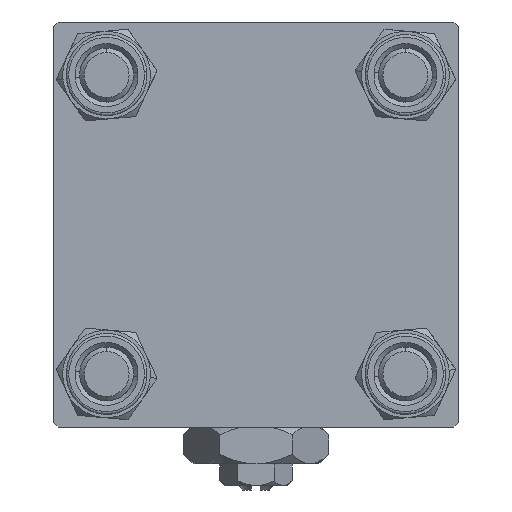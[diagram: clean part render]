
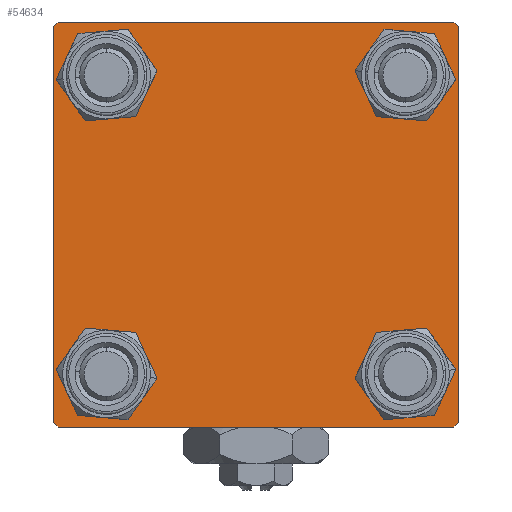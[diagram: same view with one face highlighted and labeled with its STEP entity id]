
A CAD part, left-side view. The second image highlights one B-rep face of the part: STEP entity #54634.
In plain terms, the highlighted planar face has unit normal (-1, 0, 0).
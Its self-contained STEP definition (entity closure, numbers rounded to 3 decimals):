
#614 = DIRECTION ( 'NONE',  ( 1., 0., 0. ) ) ;
#1126 = VERTEX_POINT ( 'NONE', #42333 ) ;
#1282 = ORIENTED_EDGE ( 'NONE', *, *, #20004, .T. ) ;
#1626 = CARTESIAN_POINT ( 'NONE',  ( 0., -22.5, 22.5 ) ) ;
#1865 = EDGE_LOOP ( 'NONE', ( #29973, #15622 ) ) ;
#2191 = VERTEX_POINT ( 'NONE', #50287 ) ;
#2424 = EDGE_CURVE ( 'NONE', #23315, #19572, #43450, .T. ) ;
#2723 = EDGE_LOOP ( 'NONE', ( #52646, #57107 ) ) ;
#3482 = AXIS2_PLACEMENT_3D ( 'NONE', #52661, #53828, #26515 ) ;
#3684 = CARTESIAN_POINT ( 'NONE',  ( 0., -16.6, 16.6 ) ) ;
#3848 = VECTOR ( 'NONE', #41231, 1000. ) ;
#3887 = EDGE_CURVE ( 'NONE', #39351, #7577, #7454, .T. ) ;
#4270 = AXIS2_PLACEMENT_3D ( 'NONE', #8390, #9266, #26271 ) ;
#4298 = ORIENTED_EDGE ( 'NONE', *, *, #49026, .T. ) ;
#5379 = EDGE_CURVE ( 'NONE', #19572, #54431, #18645, .T. ) ;
#5877 = DIRECTION ( 'NONE',  ( 0., 0., 1. ) ) ;
#6284 = DIRECTION ( 'NONE',  ( 0., 0., 1. ) ) ;
#6583 = AXIS2_PLACEMENT_3D ( 'NONE', #3684, #44760, #49494 ) ;
#7378 = EDGE_LOOP ( 'NONE', ( #8632, #46243 ) ) ;
#7454 = LINE ( 'NONE', #25628, #31412 ) ;
#7577 = VERTEX_POINT ( 'NONE', #14939 ) ;
#7839 = ORIENTED_EDGE ( 'NONE', *, *, #2424, .T. ) ;
#7918 = ORIENTED_EDGE ( 'NONE', *, *, #30594, .T. ) ;
#8158 = VERTEX_POINT ( 'NONE', #47105 ) ;
#8390 = CARTESIAN_POINT ( 'NONE',  ( 0., 16.6, -16.6 ) ) ;
#8632 = ORIENTED_EDGE ( 'NONE', *, *, #45478, .T. ) ;
#8719 = AXIS2_PLACEMENT_3D ( 'NONE', #16576, #12970, #58160 ) ;
#9241 = CIRCLE ( 'NONE', #3482, 3.5 ) ;
#9266 = DIRECTION ( 'NONE',  ( 1., 0., 0. ) ) ;
#9792 = CARTESIAN_POINT ( 'NONE',  ( 0., -22.25, -22.25 ) ) ;
#10428 = CARTESIAN_POINT ( 'NONE',  ( 0., 16.6, 20.1 ) ) ;
#10544 = CARTESIAN_POINT ( 'NONE',  ( 0., 22., 22.5 ) ) ;
#12496 = DIRECTION ( 'NONE',  ( 0., -0.707, -0.707 ) ) ;
#12522 = DIRECTION ( 'NONE',  ( 0., -1., 0. ) ) ;
#12559 = CARTESIAN_POINT ( 'NONE',  ( 0., 22.25, 22.25 ) ) ;
#12673 = FACE_OUTER_BOUND ( 'NONE', #14520, .T. ) ;
#12970 = DIRECTION ( 'NONE',  ( -1., 0., 0. ) ) ;
#14388 = VERTEX_POINT ( 'NONE', #10428 ) ;
#14520 = EDGE_LOOP ( 'NONE', ( #40453, #7839, #33920, #1282, #57651, #7918, #41299, #19868 ) ) ;
#14768 = CARTESIAN_POINT ( 'NONE',  ( 0., -22.5, 22. ) ) ;
#14939 = CARTESIAN_POINT ( 'NONE',  ( 0., -22., 22.5 ) ) ;
#15255 = LINE ( 'NONE', #29242, #33014 ) ;
#15541 = EDGE_CURVE ( 'NONE', #2191, #25848, #54364, .T. ) ;
#15622 = ORIENTED_EDGE ( 'NONE', *, *, #43501, .T. ) ;
#16020 = DIRECTION ( 'NONE',  ( 1., 0., 0. ) ) ;
#16576 = CARTESIAN_POINT ( 'NONE',  ( 0., 0., 0. ) ) ;
#16837 = AXIS2_PLACEMENT_3D ( 'NONE', #28827, #27945, #19306 ) ;
#16983 = CARTESIAN_POINT ( 'NONE',  ( 0., 22.25, -22.25 ) ) ;
#17608 = CIRCLE ( 'NONE', #4270, 3.5 ) ;
#18645 = LINE ( 'NONE', #23088, #3848 ) ;
#18821 = DIRECTION ( 'NONE',  ( 0., 0., 1. ) ) ;
#18997 = EDGE_CURVE ( 'NONE', #54295, #8158, #32661, .T. ) ;
#19306 = DIRECTION ( 'NONE',  ( 0., 0., 1. ) ) ;
#19572 = VERTEX_POINT ( 'NONE', #54501 ) ;
#19868 = ORIENTED_EDGE ( 'NONE', *, *, #50704, .T. ) ;
#19934 = DIRECTION ( 'NONE',  ( 1., 0., 0. ) ) ;
#20004 = EDGE_CURVE ( 'NONE', #54431, #33686, #28555, .T. ) ;
#20424 = DIRECTION ( 'NONE',  ( 0., 0., -1. ) ) ;
#21169 = AXIS2_PLACEMENT_3D ( 'NONE', #47218, #16020, #5877 ) ;
#21291 = AXIS2_PLACEMENT_3D ( 'NONE', #51726, #19934, #43114 ) ;
#21786 = LINE ( 'NONE', #12559, #28579 ) ;
#21823 = VECTOR ( 'NONE', #45279, 1000. ) ;
#23088 = CARTESIAN_POINT ( 'NONE',  ( 0., 22.5, -22.5 ) ) ;
#23315 = VERTEX_POINT ( 'NONE', #42117 ) ;
#23334 = EDGE_CURVE ( 'NONE', #26165, #33686, #24579, .T. ) ;
#24579 = LINE ( 'NONE', #1626, #31744 ) ;
#25605 = VERTEX_POINT ( 'NONE', #58415 ) ;
#25628 = CARTESIAN_POINT ( 'NONE',  ( 0., 22.5, 22.5 ) ) ;
#25848 = VERTEX_POINT ( 'NONE', #36577 ) ;
#26165 = VERTEX_POINT ( 'NONE', #14768 ) ;
#26271 = DIRECTION ( 'NONE',  ( 0., 0., 1. ) ) ;
#26515 = DIRECTION ( 'NONE',  ( 0., 0., 1. ) ) ;
#26613 = EDGE_CURVE ( 'NONE', #1126, #58389, #17608, .T. ) ;
#26635 = AXIS2_PLACEMENT_3D ( 'NONE', #29214, #614, #18821 ) ;
#27945 = DIRECTION ( 'NONE',  ( 1., 0., 0. ) ) ;
#28456 = CIRCLE ( 'NONE', #6583, 3.5 ) ;
#28555 = LINE ( 'NONE', #9792, #52628 ) ;
#28579 = VECTOR ( 'NONE', #44671, 1000. ) ;
#28670 = AXIS2_PLACEMENT_3D ( 'NONE', #30323, #52887, #6284 ) ;
#28827 = CARTESIAN_POINT ( 'NONE',  ( 0., -16.6, -16.6 ) ) ;
#29214 = CARTESIAN_POINT ( 'NONE',  ( 0., 16.6, -16.6 ) ) ;
#29242 = CARTESIAN_POINT ( 'NONE',  ( 0., -22.25, 22.25 ) ) ;
#29973 = ORIENTED_EDGE ( 'NONE', *, *, #18997, .T. ) ;
#30323 = CARTESIAN_POINT ( 'NONE',  ( 0., 16.6, 16.6 ) ) ;
#30543 = FACE_BOUND ( 'NONE', #1865, .T. ) ;
#30594 = EDGE_CURVE ( 'NONE', #26165, #7577, #15255, .T. ) ;
#31412 = VECTOR ( 'NONE', #12522, 1000. ) ;
#31744 = VECTOR ( 'NONE', #20424, 1000. ) ;
#31978 = EDGE_CURVE ( 'NONE', #25848, #2191, #36737, .T. ) ;
#32501 = CARTESIAN_POINT ( 'NONE',  ( 0., -16.6, 20.1 ) ) ;
#32661 = CIRCLE ( 'NONE', #21291, 3.5 ) ;
#33014 = VECTOR ( 'NONE', #37850, 1000. ) ;
#33420 = EDGE_CURVE ( 'NONE', #14388, #25605, #9241, .T. ) ;
#33686 = VERTEX_POINT ( 'NONE', #34482 ) ;
#33920 = ORIENTED_EDGE ( 'NONE', *, *, #5379, .T. ) ;
#34415 = PLANE ( 'NONE',  #8719 ) ;
#34482 = CARTESIAN_POINT ( 'NONE',  ( 0., -22.5, -22. ) ) ;
#35811 = EDGE_LOOP ( 'NONE', ( #51170, #4298 ) ) ;
#36577 = CARTESIAN_POINT ( 'NONE',  ( 0., -16.6, -20.1 ) ) ;
#36737 = CIRCLE ( 'NONE', #16837, 3.5 ) ;
#37850 = DIRECTION ( 'NONE',  ( 0., 0.707, 0.707 ) ) ;
#39351 = VERTEX_POINT ( 'NONE', #10544 ) ;
#39462 = FACE_BOUND ( 'NONE', #35811, .T. ) ;
#40453 = ORIENTED_EDGE ( 'NONE', *, *, #45348, .T. ) ;
#41231 = DIRECTION ( 'NONE',  ( 0., -1., 0. ) ) ;
#41299 = ORIENTED_EDGE ( 'NONE', *, *, #3887, .F. ) ;
#42117 = CARTESIAN_POINT ( 'NONE',  ( 0., 22.5, -22. ) ) ;
#42333 = CARTESIAN_POINT ( 'NONE',  ( 0., 16.6, -20.1 ) ) ;
#42786 = CIRCLE ( 'NONE', #26635, 3.5 ) ;
#43114 = DIRECTION ( 'NONE',  ( 0., 0., 1. ) ) ;
#43450 = LINE ( 'NONE', #16983, #45603 ) ;
#43501 = EDGE_CURVE ( 'NONE', #8158, #54295, #28456, .T. ) ;
#44671 = DIRECTION ( 'NONE',  ( 0., 0.707, -0.707 ) ) ;
#44760 = DIRECTION ( 'NONE',  ( 1., 0., 0. ) ) ;
#45279 = DIRECTION ( 'NONE',  ( 0., 0., -1. ) ) ;
#45348 = EDGE_CURVE ( 'NONE', #47180, #23315, #58653, .T. ) ;
#45478 = EDGE_CURVE ( 'NONE', #58389, #1126, #42786, .T. ) ;
#45603 = VECTOR ( 'NONE', #12496, 1000. ) ;
#45615 = CIRCLE ( 'NONE', #28670, 3.5 ) ;
#46243 = ORIENTED_EDGE ( 'NONE', *, *, #26613, .T. ) ;
#46332 = CARTESIAN_POINT ( 'NONE',  ( 0., 16.6, -13.1 ) ) ;
#46653 = DIRECTION ( 'NONE',  ( 0., -0.707, 0.707 ) ) ;
#47105 = CARTESIAN_POINT ( 'NONE',  ( 0., -16.6, 13.1 ) ) ;
#47180 = VERTEX_POINT ( 'NONE', #53952 ) ;
#47218 = CARTESIAN_POINT ( 'NONE',  ( 0., -16.6, -16.6 ) ) ;
#49026 = EDGE_CURVE ( 'NONE', #25605, #14388, #45615, .T. ) ;
#49494 = DIRECTION ( 'NONE',  ( 0., 0., 1. ) ) ;
#50287 = CARTESIAN_POINT ( 'NONE',  ( 0., -16.6, -13.1 ) ) ;
#50704 = EDGE_CURVE ( 'NONE', #39351, #47180, #21786, .T. ) ;
#51170 = ORIENTED_EDGE ( 'NONE', *, *, #33420, .T. ) ;
#51726 = CARTESIAN_POINT ( 'NONE',  ( 0., -16.6, 16.6 ) ) ;
#52628 = VECTOR ( 'NONE', #46653, 1000. ) ;
#52646 = ORIENTED_EDGE ( 'NONE', *, *, #15541, .T. ) ;
#52661 = CARTESIAN_POINT ( 'NONE',  ( 0., 16.6, 16.6 ) ) ;
#52887 = DIRECTION ( 'NONE',  ( 1., 0., 0. ) ) ;
#53689 = FACE_BOUND ( 'NONE', #2723, .T. ) ;
#53828 = DIRECTION ( 'NONE',  ( 1., 0., 0. ) ) ;
#53887 = CARTESIAN_POINT ( 'NONE',  ( 0., 22.5, 22.5 ) ) ;
#53952 = CARTESIAN_POINT ( 'NONE',  ( 0., 22.5, 22. ) ) ;
#54295 = VERTEX_POINT ( 'NONE', #32501 ) ;
#54364 = CIRCLE ( 'NONE', #21169, 3.5 ) ;
#54431 = VERTEX_POINT ( 'NONE', #57420 ) ;
#54501 = CARTESIAN_POINT ( 'NONE',  ( 0., 22., -22.5 ) ) ;
#54634 = ADVANCED_FACE ( 'NONE', ( #30543, #53689, #57274, #39462, #12673 ), #34415, .T. ) ;
#57107 = ORIENTED_EDGE ( 'NONE', *, *, #31978, .T. ) ;
#57274 = FACE_BOUND ( 'NONE', #7378, .T. ) ;
#57420 = CARTESIAN_POINT ( 'NONE',  ( 0., -22., -22.5 ) ) ;
#57651 = ORIENTED_EDGE ( 'NONE', *, *, #23334, .F. ) ;
#58160 = DIRECTION ( 'NONE',  ( 0., 0., 1. ) ) ;
#58389 = VERTEX_POINT ( 'NONE', #46332 ) ;
#58415 = CARTESIAN_POINT ( 'NONE',  ( 0., 16.6, 13.1 ) ) ;
#58653 = LINE ( 'NONE', #53887, #21823 ) ;
